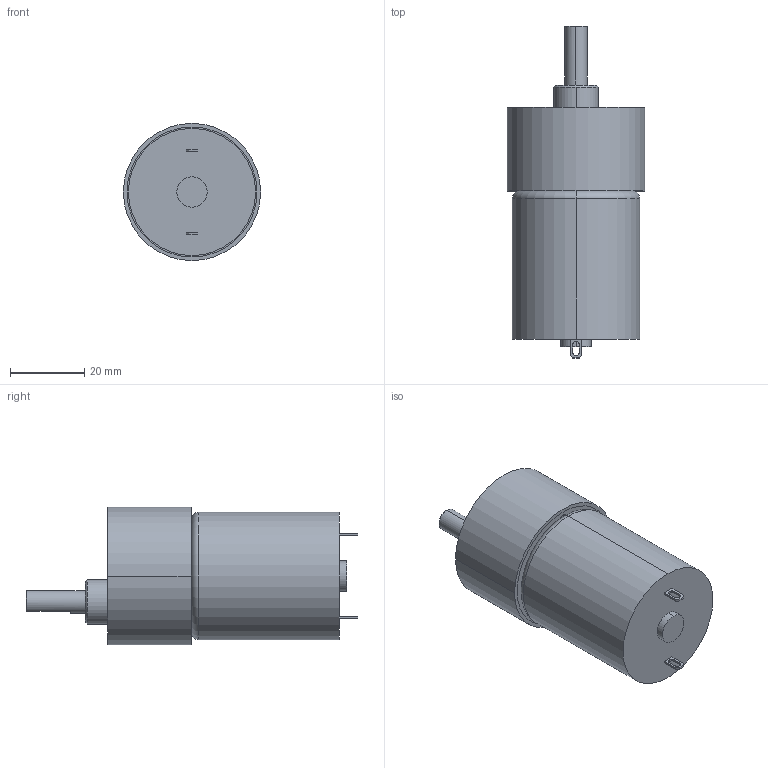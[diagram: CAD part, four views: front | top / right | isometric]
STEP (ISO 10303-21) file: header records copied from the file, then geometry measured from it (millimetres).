
FILE_DESCRIPTION((''),'2;1');
FILE_NAME('DM-37RS528-30K_ASM','2024-07-12T',('86157'),(''),'PRO/ENGINEER BY PARAMETRIC TECHNOLOGY CORPORATION, 2010280','PRO/ENGINEER BY PARAMETRIC TECHNOLOGY CORPORATION, 2010280','');
FILE_SCHEMA(('CONFIG_CONTROL_DESIGN'));
Length unit declared in the file: millimetre
Products named in the file (8): DM037P420002; D037P510E001; DM037P310004; DM037P350002; DM037P430003-; MOTOR-3530; DM-37RS528-MOTOR_ASM; DM-37RS528-30K_ASM
Assembly tree (9 placements, depth 3):
  DM-37RS528-30K_ASM
    DM037P420002
    D037P510E001
    DM037P310004
    DM037P350002  x3
    DM-37RS528-MOTOR_ASM
      DM037P430003-
      MOTOR-3530
Bounding box: 37 x 89.5 x 37 mm (x, y, z)
Volume: 51028.4 mm3; surface area: 18624.4 mm2
Topology: 8 solids, 23 shells, 776 faces, 1952 edges, 1281 vertices
Faces by surface type: plane 373, cylinder 275, cone 116, sphere 6, torus 6
Entity records: 22375 total; most frequent: DIRECTION 4192, CARTESIAN_POINT 3799, ORIENTED_EDGE 3572, EDGE_CURVE 1816, AXIS2_PLACEMENT_3D 1625, VERTEX_POINT 1209, VECTOR 942, LINE 942
